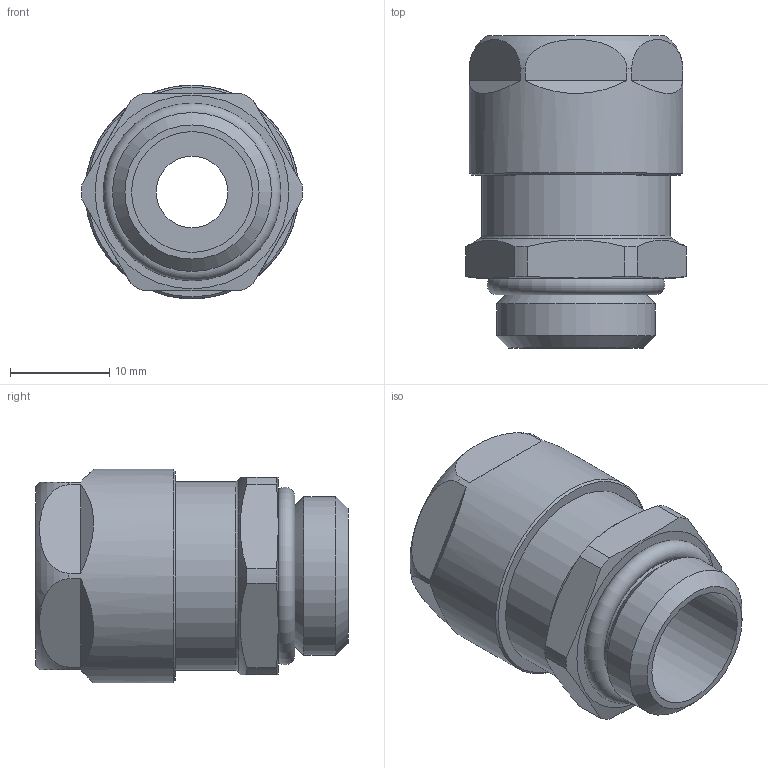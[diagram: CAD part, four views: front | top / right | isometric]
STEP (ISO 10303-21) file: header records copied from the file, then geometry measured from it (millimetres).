
FILE_DESCRIPTION(/* description */ ('STEP AP214'),/* implementation_level */ '2;1');
FILE_NAME(/* name */ '1751160050.stp',/* time_stamp */ '2022-06-08T11:05:54+02:00',/* author */ ('sl'),/* organization */ (''),/* preprocessor_version */ 'ST-DEVELOPER v16.5',/* originating_system */ 'Autodesk Inventor 2017',/* authorisation */ '');
FILE_SCHEMA (('AUTOMOTIVE_DESIGN { 1 0 10303 214 3 1 1 }'));
Length unit declared in the file: millimetre
Products named in the file (1): 1751160050
Bounding box: 22.19 x 31.4 x 21.5 mm (x, y, z)
Volume: 6931 mm3; surface area: 3585.7 mm2
Topology: 1 solids, 1 shells, 46 faces, 114 edges, 74 vertices
Faces by surface type: plane 24, cylinder 13, cone 5, torus 4
Full cylindrical faces by diameter (mm): 7.2 x1, 11.2 x1, 12.15 x1, 13.93 x1, 16 x1, 19 x1, 21.5 x1
Entity records: 1422 total; most frequent: CARTESIAN_POINT 339, DIRECTION 212, ORIENTED_EDGE 184, EDGE_CURVE 92, AXIS2_PLACEMENT_3D 91, EDGE_LOOP 68, VERTEX_POINT 68, FACE_OUTER_BOUND 46
